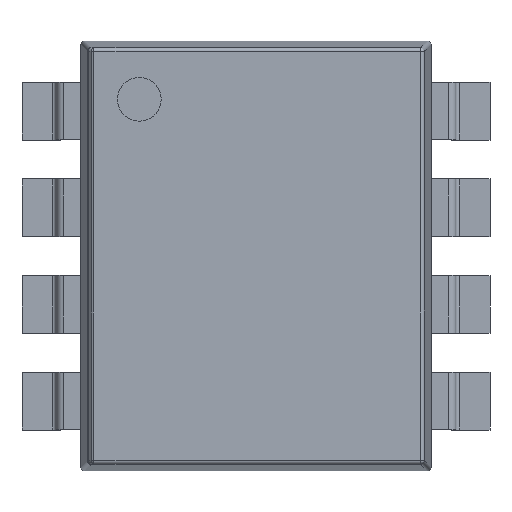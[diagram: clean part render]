
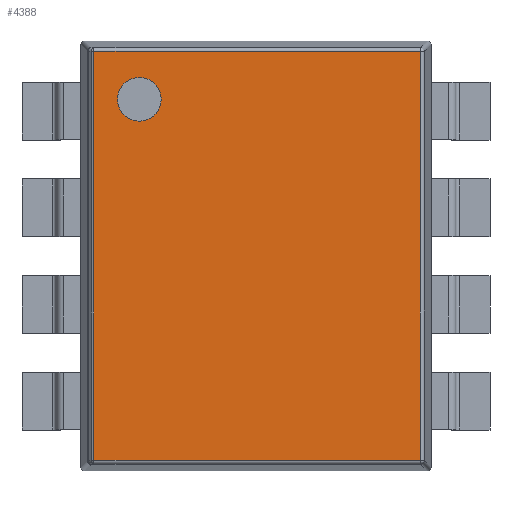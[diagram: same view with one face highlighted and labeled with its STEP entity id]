
A CAD part, top view. The second image highlights one B-rep face of the part: STEP entity #4388.
In plain terms, the highlighted planar face has unit normal (0, 0, 1).
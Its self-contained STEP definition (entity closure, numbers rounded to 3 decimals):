
#3429 = CYLINDRICAL_SURFACE('',#3430,0.1);
#3430 = AXIS2_PLACEMENT_3D('',#3431,#3432,#3433);
#3431 = CARTESIAN_POINT('',(0.3,0.277,4.058));
#3432 = DIRECTION('',(1.,0.,0.));
#3433 = DIRECTION('',(0.,-0.995,0.105));
#3578 = CYLINDRICAL_SURFACE('',#3579,0.1);
#3579 = AXIS2_PLACEMENT_3D('',#3580,#3581,#3582);
#3580 = CARTESIAN_POINT('',(0.3,11.023,4.058));
#3581 = DIRECTION('',(1.,0.,0.));
#3582 = DIRECTION('',(0.,0.995,0.105));
#3654 = CYLINDRICAL_SURFACE('',#3655,0.1);
#3655 = AXIS2_PLACEMENT_3D('',#3656,#3657,#3658);
#3656 = CARTESIAN_POINT('',(8.923,0.187,4.058));
#3657 = DIRECTION('',(0.,1.,0.));
#3658 = DIRECTION('',(0.995,0.,0.105));
#3957 = VERTEX_POINT('',#3958);
#3958 = CARTESIAN_POINT('',(8.923,0.277,4.158));
#3978 = EDGE_CURVE('',#3979,#3957,#3981,.T.);
#3979 = VERTEX_POINT('',#3980);
#3980 = CARTESIAN_POINT('',(0.341,0.277,4.158));
#3981 = SURFACE_CURVE('',#3982,(#3986,#3993),.PCURVE_S1.);
#3982 = LINE('',#3983,#3984);
#3983 = CARTESIAN_POINT('',(0.3,0.277,4.158));
#3984 = VECTOR('',#3985,1.);
#3985 = DIRECTION('',(1.,0.,0.));
#3986 = PCURVE('',#3429,#3987);
#3987 = DEFINITIONAL_REPRESENTATION('',(#3988),#3992);
#3988 = LINE('',#3989,#3990);
#3989 = CARTESIAN_POINT('',(4.817,0.));
#3990 = VECTOR('',#3991,1.);
#3991 = DIRECTION('',(0.,1.));
#3992 = ( GEOMETRIC_REPRESENTATION_CONTEXT(2) 
PARAMETRIC_REPRESENTATION_CONTEXT() REPRESENTATION_CONTEXT('2D SPACE',''
  ) );
#3993 = PCURVE('',#3994,#3999);
#3994 = PLANE('',#3995);
#3995 = AXIS2_PLACEMENT_3D('',#3996,#3997,#3998);
#3996 = CARTESIAN_POINT('',(0.,0.,4.158));
#3997 = DIRECTION('',(0.,0.,1.));
#3998 = DIRECTION('',(1.,0.,0.));
#3999 = DEFINITIONAL_REPRESENTATION('',(#4000),#4004);
#4000 = LINE('',#4001,#4002);
#4001 = CARTESIAN_POINT('',(0.3,0.277));
#4002 = VECTOR('',#4003,1.);
#4003 = DIRECTION('',(1.,0.));
#4004 = ( GEOMETRIC_REPRESENTATION_CONTEXT(2) 
PARAMETRIC_REPRESENTATION_CONTEXT() REPRESENTATION_CONTEXT('2D SPACE',''
  ) );
#4160 = VERTEX_POINT('',#4161);
#4161 = CARTESIAN_POINT('',(0.341,11.023,4.158));
#4198 = EDGE_CURVE('',#4160,#4199,#4201,.T.);
#4199 = VERTEX_POINT('',#4200);
#4200 = CARTESIAN_POINT('',(8.923,11.023,4.158));
#4201 = SURFACE_CURVE('',#4202,(#4206,#4213),.PCURVE_S1.);
#4202 = LINE('',#4203,#4204);
#4203 = CARTESIAN_POINT('',(0.3,11.023,4.158));
#4204 = VECTOR('',#4205,1.);
#4205 = DIRECTION('',(1.,0.,0.));
#4206 = PCURVE('',#3578,#4207);
#4207 = DEFINITIONAL_REPRESENTATION('',(#4208),#4212);
#4208 = LINE('',#4209,#4210);
#4209 = CARTESIAN_POINT('',(1.466,0.));
#4210 = VECTOR('',#4211,1.);
#4211 = DIRECTION('',(0.,1.));
#4212 = ( GEOMETRIC_REPRESENTATION_CONTEXT(2) 
PARAMETRIC_REPRESENTATION_CONTEXT() REPRESENTATION_CONTEXT('2D SPACE',''
  ) );
#4213 = PCURVE('',#3994,#4214);
#4214 = DEFINITIONAL_REPRESENTATION('',(#4215),#4219);
#4215 = LINE('',#4216,#4217);
#4216 = CARTESIAN_POINT('',(0.3,11.023));
#4217 = VECTOR('',#4218,1.);
#4218 = DIRECTION('',(1.,0.));
#4219 = ( GEOMETRIC_REPRESENTATION_CONTEXT(2) 
PARAMETRIC_REPRESENTATION_CONTEXT() REPRESENTATION_CONTEXT('2D SPACE',''
  ) );
#4264 = EDGE_CURVE('',#3957,#4199,#4265,.T.);
#4265 = SURFACE_CURVE('',#4266,(#4270,#4277),.PCURVE_S1.);
#4266 = LINE('',#4267,#4268);
#4267 = CARTESIAN_POINT('',(8.923,0.187,4.158));
#4268 = VECTOR('',#4269,1.);
#4269 = DIRECTION('',(0.,1.,0.));
#4270 = PCURVE('',#3654,#4271);
#4271 = DEFINITIONAL_REPRESENTATION('',(#4272),#4276);
#4272 = LINE('',#4273,#4274);
#4273 = CARTESIAN_POINT('',(4.817,0.));
#4274 = VECTOR('',#4275,1.);
#4275 = DIRECTION('',(0.,1.));
#4276 = ( GEOMETRIC_REPRESENTATION_CONTEXT(2) 
PARAMETRIC_REPRESENTATION_CONTEXT() REPRESENTATION_CONTEXT('2D SPACE',''
  ) );
#4277 = PCURVE('',#3994,#4278);
#4278 = DEFINITIONAL_REPRESENTATION('',(#4279),#4283);
#4279 = LINE('',#4280,#4281);
#4280 = CARTESIAN_POINT('',(8.923,0.187));
#4281 = VECTOR('',#4282,1.);
#4282 = DIRECTION('',(0.,1.));
#4283 = ( GEOMETRIC_REPRESENTATION_CONTEXT(2) 
PARAMETRIC_REPRESENTATION_CONTEXT() REPRESENTATION_CONTEXT('2D SPACE',''
  ) );
#4345 = CYLINDRICAL_SURFACE('',#4346,0.1);
#4346 = AXIS2_PLACEMENT_3D('',#4347,#4348,#4349);
#4347 = CARTESIAN_POINT('',(0.341,0.187,4.058));
#4348 = DIRECTION('',(0.,1.,0.));
#4349 = DIRECTION('',(-0.707,0.,0.707));
#4388 = ADVANCED_FACE('',(#4389,#4415),#3994,.T.);
#4389 = FACE_BOUND('',#4390,.T.);
#4390 = EDGE_LOOP('',(#4391,#4392,#4413,#4414));
#4391 = ORIENTED_EDGE('',*,*,#4198,.F.);
#4392 = ORIENTED_EDGE('',*,*,#4393,.F.);
#4393 = EDGE_CURVE('',#3979,#4160,#4394,.T.);
#4394 = SURFACE_CURVE('',#4395,(#4399,#4406),.PCURVE_S1.);
#4395 = LINE('',#4396,#4397);
#4396 = CARTESIAN_POINT('',(0.341,0.187,4.158));
#4397 = VECTOR('',#4398,1.);
#4398 = DIRECTION('',(0.,1.,0.));
#4399 = PCURVE('',#3994,#4400);
#4400 = DEFINITIONAL_REPRESENTATION('',(#4401),#4405);
#4401 = LINE('',#4402,#4403);
#4402 = CARTESIAN_POINT('',(0.341,0.187));
#4403 = VECTOR('',#4404,1.);
#4404 = DIRECTION('',(0.,1.));
#4405 = ( GEOMETRIC_REPRESENTATION_CONTEXT(2) 
PARAMETRIC_REPRESENTATION_CONTEXT() REPRESENTATION_CONTEXT('2D SPACE',''
  ) );
#4406 = PCURVE('',#4345,#4407);
#4407 = DEFINITIONAL_REPRESENTATION('',(#4408),#4412);
#4408 = LINE('',#4409,#4410);
#4409 = CARTESIAN_POINT('',(0.785,0.));
#4410 = VECTOR('',#4411,1.);
#4411 = DIRECTION('',(0.,1.));
#4412 = ( GEOMETRIC_REPRESENTATION_CONTEXT(2) 
PARAMETRIC_REPRESENTATION_CONTEXT() REPRESENTATION_CONTEXT('2D SPACE',''
  ) );
#4413 = ORIENTED_EDGE('',*,*,#3978,.T.);
#4414 = ORIENTED_EDGE('',*,*,#4264,.T.);
#4415 = FACE_BOUND('',#4416,.T.);
#4416 = EDGE_LOOP('',(#4417));
#4417 = ORIENTED_EDGE('',*,*,#4418,.F.);
#4418 = EDGE_CURVE('',#4419,#4419,#4421,.T.);
#4419 = VERTEX_POINT('',#4420);
#4420 = CARTESIAN_POINT('',(2.108,9.767,4.158));
#4421 = SURFACE_CURVE('',#4422,(#4427,#4434),.PCURVE_S1.);
#4422 = CIRCLE('',#4423,0.575);
#4423 = AXIS2_PLACEMENT_3D('',#4424,#4425,#4426);
#4424 = CARTESIAN_POINT('',(1.533,9.767,4.158));
#4425 = DIRECTION('',(0.,0.,1.));
#4426 = DIRECTION('',(1.,0.,0.));
#4427 = PCURVE('',#3994,#4428);
#4428 = DEFINITIONAL_REPRESENTATION('',(#4429),#4433);
#4429 = CIRCLE('',#4430,0.575);
#4430 = AXIS2_PLACEMENT_2D('',#4431,#4432);
#4431 = CARTESIAN_POINT('',(1.533,9.767));
#4432 = DIRECTION('',(1.,0.));
#4433 = ( GEOMETRIC_REPRESENTATION_CONTEXT(2) 
PARAMETRIC_REPRESENTATION_CONTEXT() REPRESENTATION_CONTEXT('2D SPACE',''
  ) );
#4434 = PCURVE('',#4435,#4440);
#4435 = CYLINDRICAL_SURFACE('',#4436,0.575);
#4436 = AXIS2_PLACEMENT_3D('',#4437,#4438,#4439);
#4437 = CARTESIAN_POINT('',(1.533,9.767,4.058));
#4438 = DIRECTION('',(0.,0.,1.));
#4439 = DIRECTION('',(1.,0.,0.));
#4440 = DEFINITIONAL_REPRESENTATION('',(#4441),#4445);
#4441 = LINE('',#4442,#4443);
#4442 = CARTESIAN_POINT('',(0.,0.1));
#4443 = VECTOR('',#4444,1.);
#4444 = DIRECTION('',(1.,0.));
#4445 = ( GEOMETRIC_REPRESENTATION_CONTEXT(2) 
PARAMETRIC_REPRESENTATION_CONTEXT() REPRESENTATION_CONTEXT('2D SPACE',''
  ) );
